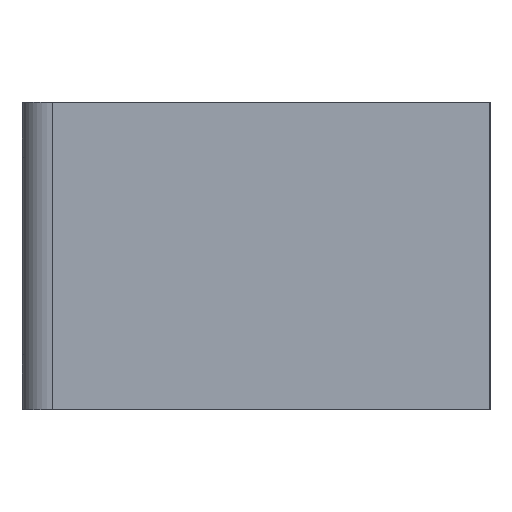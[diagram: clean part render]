
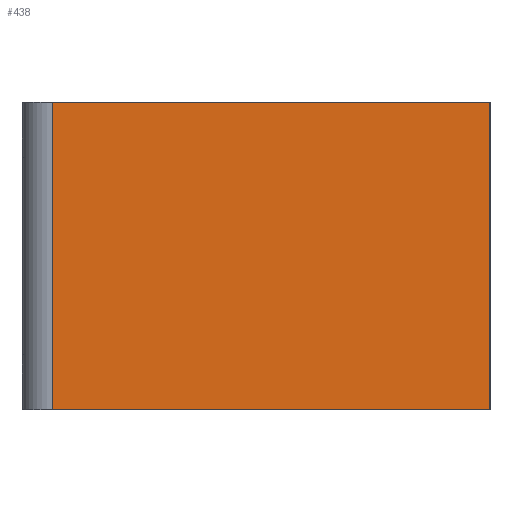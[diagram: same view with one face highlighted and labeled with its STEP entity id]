
A CAD part, left-side view. The second image highlights one B-rep face of the part: STEP entity #438.
In plain terms, the highlighted planar face has unit normal (-1, 0, 0).
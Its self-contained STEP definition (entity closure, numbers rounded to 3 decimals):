
#52 = DIRECTION ( 'NONE',  ( 0., 0., 1. ) ) ;
#246 = VERTEX_POINT ( 'NONE', #276 ) ;
#276 = CARTESIAN_POINT ( 'NONE',  ( -39.894, 71., 28.936 ) ) ;
#344 = EDGE_CURVE ( 'NONE', #246, #1042, #2015, .T. ) ;
#351 = LINE ( 'NONE', #2275, #2761 ) ;
#438 = ADVANCED_FACE ( 'NONE', ( #473 ), #2656, .F. ) ;
#473 = FACE_OUTER_BOUND ( 'NONE', #2027, .T. ) ;
#660 = DIRECTION ( 'NONE',  ( 0., 0., -1. ) ) ;
#712 = CARTESIAN_POINT ( 'NONE',  ( -39.894, 0., -21.064 ) ) ;
#753 = ORIENTED_EDGE ( 'NONE', *, *, #344, .T. ) ;
#778 = CARTESIAN_POINT ( 'NONE',  ( -39.894, 8., -21.064 ) ) ;
#795 = VECTOR ( 'NONE', #1142, 1000. ) ;
#1004 = DIRECTION ( 'NONE',  ( 1., 0., 0. ) ) ;
#1042 = VERTEX_POINT ( 'NONE', #2147 ) ;
#1142 = DIRECTION ( 'NONE',  ( 0., -1., 0. ) ) ;
#1173 = DIRECTION ( 'NONE',  ( 0., -1., 0. ) ) ;
#1252 = EDGE_CURVE ( 'NONE', #2718, #1870, #2944, .T. ) ;
#1462 = CARTESIAN_POINT ( 'NONE',  ( -39.894, 8., 28.936 ) ) ;
#1530 = CARTESIAN_POINT ( 'NONE',  ( -39.894, 0., 28.936 ) ) ;
#1575 = VECTOR ( 'NONE', #660, 1000. ) ;
#1697 = AXIS2_PLACEMENT_3D ( 'NONE', #778, #1004, #3133 ) ;
#1712 = LINE ( 'NONE', #1462, #795 ) ;
#1870 = VERTEX_POINT ( 'NONE', #1530 ) ;
#1879 = ORIENTED_EDGE ( 'NONE', *, *, #1252, .T. ) ;
#1990 = CARTESIAN_POINT ( 'NONE',  ( -39.894, 0., -21.064 ) ) ;
#2015 = LINE ( 'NONE', #3333, #1575 ) ;
#2027 = EDGE_LOOP ( 'NONE', ( #2288, #753, #2617, #1879 ) ) ;
#2099 = EDGE_CURVE ( 'NONE', #246, #1870, #1712, .T. ) ;
#2147 = CARTESIAN_POINT ( 'NONE',  ( -39.894, 71., -21.064 ) ) ;
#2162 = EDGE_CURVE ( 'NONE', #1042, #2718, #351, .T. ) ;
#2275 = CARTESIAN_POINT ( 'NONE',  ( -39.894, 8., -21.064 ) ) ;
#2288 = ORIENTED_EDGE ( 'NONE', *, *, #2099, .F. ) ;
#2617 = ORIENTED_EDGE ( 'NONE', *, *, #2162, .T. ) ;
#2656 = PLANE ( 'NONE',  #1697 ) ;
#2718 = VERTEX_POINT ( 'NONE', #712 ) ;
#2761 = VECTOR ( 'NONE', #1173, 1000. ) ;
#2911 = VECTOR ( 'NONE', #52, 1000. ) ;
#2944 = LINE ( 'NONE', #1990, #2911 ) ;
#3133 = DIRECTION ( 'NONE',  ( 0., 0., -1. ) ) ;
#3333 = CARTESIAN_POINT ( 'NONE',  ( -39.894, 71., -21.064 ) ) ;
